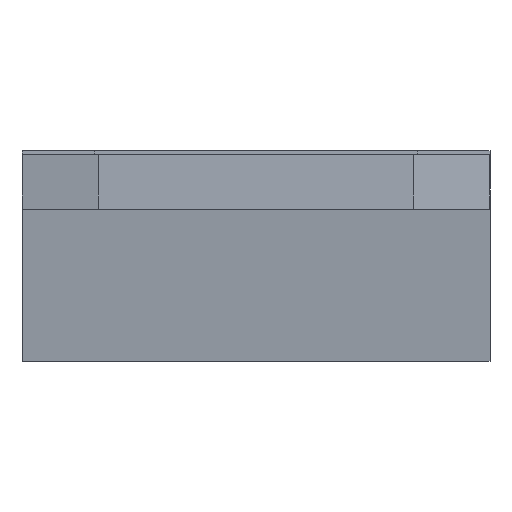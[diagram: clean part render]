
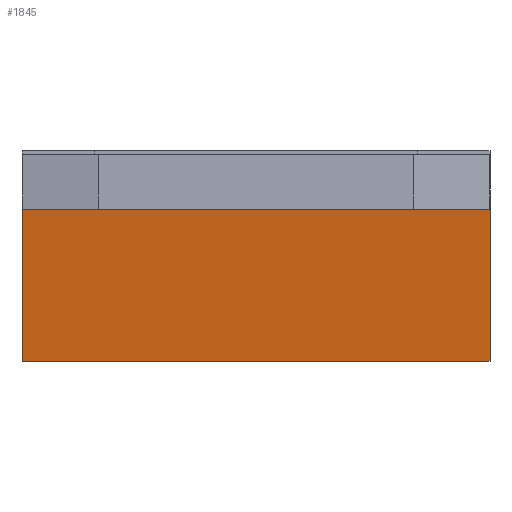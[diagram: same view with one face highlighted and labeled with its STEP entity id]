
A CAD part, left-side view. The second image highlights one B-rep face of the part: STEP entity #1845.
In plain terms, the highlighted planar face has unit normal (-0.993, 0, -0.122).
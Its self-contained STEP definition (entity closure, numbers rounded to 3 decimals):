
#169 = VERTEX_POINT ( 'NONE', #2270 ) ;
#199 = EDGE_CURVE ( 'NONE', #562, #2012, #2719, .T. ) ;
#259 = VECTOR ( 'NONE', #2154, 1000. ) ;
#303 = DIRECTION ( 'NONE',  ( -0.993, 0., -0.122 ) ) ;
#365 = VECTOR ( 'NONE', #2236, 1000. ) ;
#388 = LINE ( 'NONE', #2163, #259 ) ;
#424 = EDGE_CURVE ( 'NONE', #169, #1350, #388, .T. ) ;
#447 = EDGE_LOOP ( 'NONE', ( #1687, #1680, #1873, #500 ) ) ;
#496 = FACE_OUTER_BOUND ( 'NONE', #447, .T. ) ;
#500 = ORIENTED_EDGE ( 'NONE', *, *, #1692, .T. ) ;
#509 = CARTESIAN_POINT ( 'NONE',  ( 0.405, -5.08, -4.57 ) ) ;
#562 = VERTEX_POINT ( 'NONE', #1768 ) ;
#908 = CARTESIAN_POINT ( 'NONE',  ( 0.405, -5.08, -4.57 ) ) ;
#1154 = DIRECTION ( 'NONE',  ( -0.122, 0., 0.993 ) ) ;
#1196 = DIRECTION ( 'NONE',  ( -0.122, 0., 0.993 ) ) ;
#1315 = EDGE_CURVE ( 'NONE', #1350, #2012, #2729, .T. ) ;
#1345 = VECTOR ( 'NONE', #1154, 1000. ) ;
#1350 = VERTEX_POINT ( 'NONE', #2444 ) ;
#1412 = PLANE ( 'NONE',  #2577 ) ;
#1680 = ORIENTED_EDGE ( 'NONE', *, *, #1315, .F. ) ;
#1687 = ORIENTED_EDGE ( 'NONE', *, *, #199, .T. ) ;
#1688 = CARTESIAN_POINT ( 'NONE',  ( 0., 5.08, -1.27 ) ) ;
#1692 = EDGE_CURVE ( 'NONE', #169, #562, #2437, .T. ) ;
#1768 = CARTESIAN_POINT ( 'NONE',  ( 0., -5.08, -1.27 ) ) ;
#1845 = ADVANCED_FACE ( 'NONE', ( #496 ), #1412, .T. ) ;
#1873 = ORIENTED_EDGE ( 'NONE', *, *, #424, .F. ) ;
#2012 = VERTEX_POINT ( 'NONE', #1688 ) ;
#2154 = DIRECTION ( 'NONE',  ( 0., 1., 0. ) ) ;
#2163 = CARTESIAN_POINT ( 'NONE',  ( 0.405, -5.08, -4.57 ) ) ;
#2236 = DIRECTION ( 'NONE',  ( -0.122, 0., 0.993 ) ) ;
#2270 = CARTESIAN_POINT ( 'NONE',  ( 0.405, -5.08, -4.57 ) ) ;
#2284 = CARTESIAN_POINT ( 'NONE',  ( 0., -5.08, -1.27 ) ) ;
#2433 = CARTESIAN_POINT ( 'NONE',  ( 0.405, 5.08, -4.57 ) ) ;
#2437 = LINE ( 'NONE', #908, #1345 ) ;
#2444 = CARTESIAN_POINT ( 'NONE',  ( 0.405, 5.08, -4.57 ) ) ;
#2471 = DIRECTION ( 'NONE',  ( 0., 1., 0. ) ) ;
#2577 = AXIS2_PLACEMENT_3D ( 'NONE', #509, #303, #1196 ) ;
#2683 = VECTOR ( 'NONE', #2471, 1000. ) ;
#2719 = LINE ( 'NONE', #2284, #2683 ) ;
#2729 = LINE ( 'NONE', #2433, #365 ) ;
